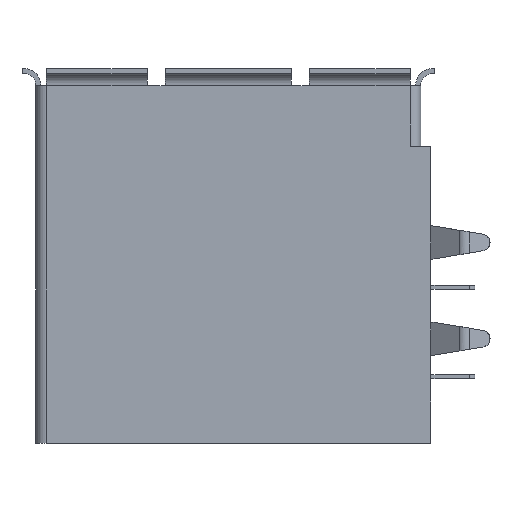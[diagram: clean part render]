
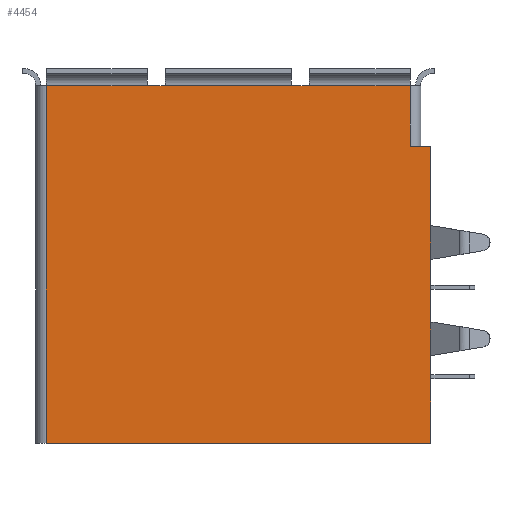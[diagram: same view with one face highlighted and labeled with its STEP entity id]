
A CAD part, left-side view. The second image highlights one B-rep face of the part: STEP entity #4454.
In plain terms, the highlighted planar face has unit normal (-1, 0, 0).
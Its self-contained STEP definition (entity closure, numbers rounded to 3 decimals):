
#460=FACE_OUTER_BOUND('',#728,.T.);
#728=EDGE_LOOP('',(#4007,#4008,#4009,#4010,#4011,#4012,#4013,#4014,#4015,
#4016,#4017,#4018,#4019,#4020));
#812=LINE('',#6270,#1296);
#855=LINE('',#6395,#1339);
#856=LINE('',#6396,#1340);
#857=LINE('',#6398,#1341);
#912=LINE('',#6509,#1396);
#919=LINE('',#6533,#1403);
#969=LINE('',#6670,#1453);
#1030=LINE('',#6825,#1514);
#1102=LINE('',#7032,#1586);
#1125=LINE('',#7097,#1609);
#1129=LINE('',#7108,#1613);
#1245=LINE('',#7397,#1729);
#1250=LINE('',#7407,#1734);
#1252=LINE('',#7416,#1736);
#1296=VECTOR('',#4989,2.);
#1339=VECTOR('',#5108,4.7);
#1340=VECTOR('',#5109,3.7);
#1341=VECTOR('',#5110,5.2);
#1396=VECTOR('',#5179,2.);
#1403=VECTOR('',#5200,3.6);
#1453=VECTOR('',#5328,5.98);
#1514=VECTOR('',#5483,7.48);
#1586=VECTOR('',#5687,5.98);
#1609=VECTOR('',#5758,21.2);
#1613=VECTOR('',#5772,22.78);
#1729=VECTOR('',#6106,1.06);
#1734=VECTOR('',#6121,1.06);
#1736=VECTOR('',#6137,1.22);
#1763=VERTEX_POINT('',#6200);
#1772=VERTEX_POINT('',#6224);
#1788=VERTEX_POINT('',#6291);
#1818=VERTEX_POINT('',#6362);
#1822=VERTEX_POINT('',#6393);
#1823=VERTEX_POINT('',#6397);
#1879=VERTEX_POINT('',#6526);
#1882=VERTEX_POINT('',#6531);
#1930=VERTEX_POINT('',#6668);
#1976=VERTEX_POINT('',#6822);
#1977=VERTEX_POINT('',#6824);
#2027=VERTEX_POINT('',#6977);
#2046=VERTEX_POINT('',#7031);
#2064=VERTEX_POINT('',#7096);
#2194=EDGE_CURVE('',#1772,#1763,#812,.T.);
#2257=EDGE_CURVE('',#1818,#1822,#855,.T.);
#2258=EDGE_CURVE('',#1763,#1788,#856,.T.);
#2259=EDGE_CURVE('',#1823,#1772,#857,.T.);
#2314=EDGE_CURVE('',#1788,#1818,#912,.T.);
#2325=EDGE_CURVE('',#1879,#1882,#919,.T.);
#2395=EDGE_CURVE('',#1882,#1930,#969,.T.);
#2470=EDGE_CURVE('',#1976,#1977,#1030,.T.);
#2573=EDGE_CURVE('',#2027,#2046,#1102,.T.);
#2606=EDGE_CURVE('',#2027,#2064,#1125,.T.);
#2612=EDGE_CURVE('',#1823,#2064,#1129,.T.);
#2752=EDGE_CURVE('',#2046,#1976,#1245,.T.);
#2757=EDGE_CURVE('',#1977,#1930,#1250,.T.);
#2760=EDGE_CURVE('',#1879,#1822,#1252,.T.);
#4007=ORIENTED_EDGE('',*,*,#2259,.T.);
#4008=ORIENTED_EDGE('',*,*,#2194,.T.);
#4009=ORIENTED_EDGE('',*,*,#2258,.T.);
#4010=ORIENTED_EDGE('',*,*,#2314,.T.);
#4011=ORIENTED_EDGE('',*,*,#2257,.T.);
#4012=ORIENTED_EDGE('',*,*,#2760,.F.);
#4013=ORIENTED_EDGE('',*,*,#2325,.T.);
#4014=ORIENTED_EDGE('',*,*,#2395,.T.);
#4015=ORIENTED_EDGE('',*,*,#2757,.F.);
#4016=ORIENTED_EDGE('',*,*,#2470,.F.);
#4017=ORIENTED_EDGE('',*,*,#2752,.F.);
#4018=ORIENTED_EDGE('',*,*,#2573,.F.);
#4019=ORIENTED_EDGE('',*,*,#2606,.T.);
#4020=ORIENTED_EDGE('',*,*,#2612,.F.);
#4201=PLANE('',#4855);
#4454=ADVANCED_FACE('',(#460),#4201,.T.);
#4855=AXIS2_PLACEMENT_3D('',#7417,#6138,#6139);
#4989=DIRECTION('',(0.,0.,1.));
#5108=DIRECTION('',(0.,0.,1.));
#5109=DIRECTION('',(0.,0.,1.));
#5110=DIRECTION('',(0.,0.,1.));
#5179=DIRECTION('',(0.,0.,1.));
#5200=DIRECTION('',(0.,0.,1.));
#5328=DIRECTION('',(0.,1.,0.));
#5483=DIRECTION('',(0.,-1.,0.));
#5687=DIRECTION('',(0.,-1.,0.));
#5758=DIRECTION('',(0.,0.,-1.));
#5772=DIRECTION('',(0.,1.,0.));
#6106=DIRECTION('',(0.,-1.,0.));
#6121=DIRECTION('',(0.,-1.,0.));
#6137=DIRECTION('',(0.,-1.,0.));
#6138=DIRECTION('center_axis',(-1.,0.,0.));
#6139=DIRECTION('ref_axis',(0.,0.,1.));
#6200=CARTESIAN_POINT('',(48.554,46.121,-15.));
#6224=CARTESIAN_POINT('',(48.554,46.121,-17.));
#6270=CARTESIAN_POINT('',(48.554,46.121,-2.15));
#6291=CARTESIAN_POINT('',(48.554,46.121,-11.3));
#6362=CARTESIAN_POINT('',(48.554,46.121,-9.3));
#6393=CARTESIAN_POINT('',(48.554,46.121,-4.6));
#6395=CARTESIAN_POINT('',(48.554,46.121,-2.15));
#6396=CARTESIAN_POINT('',(48.554,46.121,-2.15));
#6397=CARTESIAN_POINT('',(48.554,46.121,-22.2));
#6398=CARTESIAN_POINT('',(48.554,46.121,-2.15));
#6509=CARTESIAN_POINT('',(48.554,46.121,-2.15));
#6526=CARTESIAN_POINT('',(48.554,47.341,-4.6));
#6531=CARTESIAN_POINT('',(48.554,47.341,-1.));
#6533=CARTESIAN_POINT('',(48.554,47.341,-14.8));
#6668=CARTESIAN_POINT('',(48.554,53.321,-1.));
#6670=CARTESIAN_POINT('',(48.554,47.341,-1.));
#6822=CARTESIAN_POINT('',(48.554,61.861,-1.));
#6824=CARTESIAN_POINT('',(48.554,54.381,-1.));
#6825=CARTESIAN_POINT('',(48.554,55.881,-1.));
#6977=CARTESIAN_POINT('',(48.554,68.901,-1.));
#7031=CARTESIAN_POINT('',(48.554,62.921,-1.));
#7032=CARTESIAN_POINT('',(48.554,64.421,-1.));
#7096=CARTESIAN_POINT('',(48.554,68.901,-22.2));
#7097=CARTESIAN_POINT('',(48.554,68.901,-14.4));
#7108=CARTESIAN_POINT('',(48.554,45.541,-22.2));
#7397=CARTESIAN_POINT('',(48.554,64.421,-1.));
#7407=CARTESIAN_POINT('',(48.554,55.881,-1.));
#7416=CARTESIAN_POINT('',(48.554,46.121,-4.6));
#7417=CARTESIAN_POINT('Origin',(48.554,51.821,0.3));
